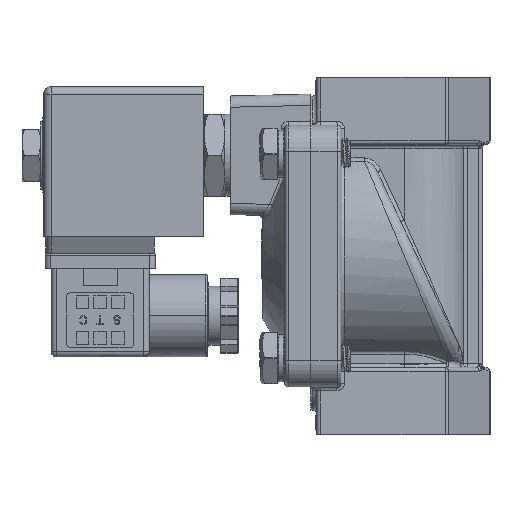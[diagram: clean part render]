
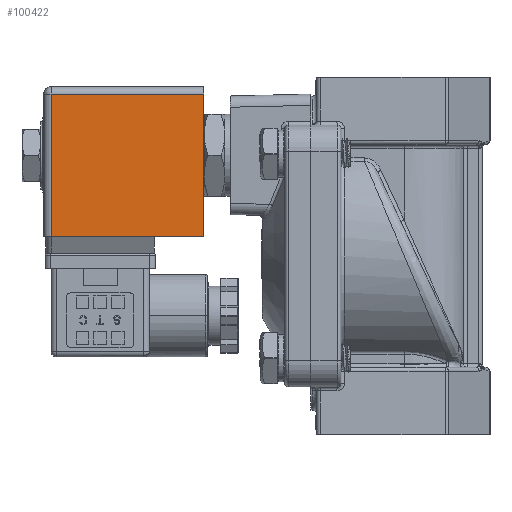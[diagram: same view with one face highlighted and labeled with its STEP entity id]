
A CAD part, left-side view. The second image highlights one B-rep face of the part: STEP entity #100422.
In plain terms, the highlighted planar face has unit normal (-1, 0, 0).
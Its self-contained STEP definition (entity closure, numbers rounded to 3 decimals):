
#6700 = VERTEX_POINT ( 'NONE', #12585 ) ;
#12585 = CARTESIAN_POINT ( 'NONE',  ( -17.925, 76.7, 43.22 ) ) ;
#13982 = CARTESIAN_POINT ( 'NONE',  ( -17.925, 76.7, 5.22 ) ) ;
#20483 = VECTOR ( 'NONE', #139776, 1000. ) ;
#20614 = VECTOR ( 'NONE', #99637, 1000. ) ;
#26637 = ORIENTED_EDGE ( 'NONE', *, *, #72472, .T. ) ;
#30500 = VERTEX_POINT ( 'NONE', #119256 ) ;
#31808 = VECTOR ( 'NONE', #47263, 1000. ) ;
#34223 = ORIENTED_EDGE ( 'NONE', *, *, #149584, .T. ) ;
#35037 = CARTESIAN_POINT ( 'NONE',  ( -17.925, 76.7, 5.22 ) ) ;
#35903 = DIRECTION ( 'NONE',  ( -1., 0., 0. ) ) ;
#41004 = EDGE_LOOP ( 'NONE', ( #147586, #152104, #34223, #26637 ) ) ;
#47263 = DIRECTION ( 'NONE',  ( 0., 0., 1. ) ) ;
#52310 = VERTEX_POINT ( 'NONE', #101176 ) ;
#53757 = EDGE_CURVE ( 'NONE', #30500, #52310, #131782, .T. ) ;
#53929 = CARTESIAN_POINT ( 'NONE',  ( -17.925, 76.7, 43.22 ) ) ;
#59890 = VERTEX_POINT ( 'NONE', #83174 ) ;
#67629 = EDGE_CURVE ( 'NONE', #52310, #6700, #129601, .T. ) ;
#69441 = VECTOR ( 'NONE', #70416, 1000. ) ;
#70416 = DIRECTION ( 'NONE',  ( 0., 0., -1. ) ) ;
#72472 = EDGE_CURVE ( 'NONE', #59890, #30500, #134784, .T. ) ;
#73568 = AXIS2_PLACEMENT_3D ( 'NONE', #109309, #35903, #121625 ) ;
#83174 = CARTESIAN_POINT ( 'NONE',  ( -17.925, 117.4, 43.22 ) ) ;
#85616 = LINE ( 'NONE', #53929, #20483 ) ;
#95194 = CARTESIAN_POINT ( 'NONE',  ( -17.925, 117.4, 5.22 ) ) ;
#99025 = FACE_OUTER_BOUND ( 'NONE', #41004, .T. ) ;
#99637 = DIRECTION ( 'NONE',  ( 0., -1., 0. ) ) ;
#100422 = ADVANCED_FACE ( 'NONE', ( #99025 ), #107137, .T. ) ;
#101176 = CARTESIAN_POINT ( 'NONE',  ( -17.925, 76.7, 5.22 ) ) ;
#107137 = PLANE ( 'NONE',  #73568 ) ;
#109309 = CARTESIAN_POINT ( 'NONE',  ( -17.925, 76.7, 5.22 ) ) ;
#119256 = CARTESIAN_POINT ( 'NONE',  ( -17.925, 117.4, 5.22 ) ) ;
#121625 = DIRECTION ( 'NONE',  ( 0., 0., 1. ) ) ;
#129601 = LINE ( 'NONE', #35037, #31808 ) ;
#131782 = LINE ( 'NONE', #13982, #20614 ) ;
#134784 = LINE ( 'NONE', #95194, #69441 ) ;
#139776 = DIRECTION ( 'NONE',  ( 0., 1., 0. ) ) ;
#147586 = ORIENTED_EDGE ( 'NONE', *, *, #53757, .T. ) ;
#149584 = EDGE_CURVE ( 'NONE', #6700, #59890, #85616, .T. ) ;
#152104 = ORIENTED_EDGE ( 'NONE', *, *, #67629, .T. ) ;
